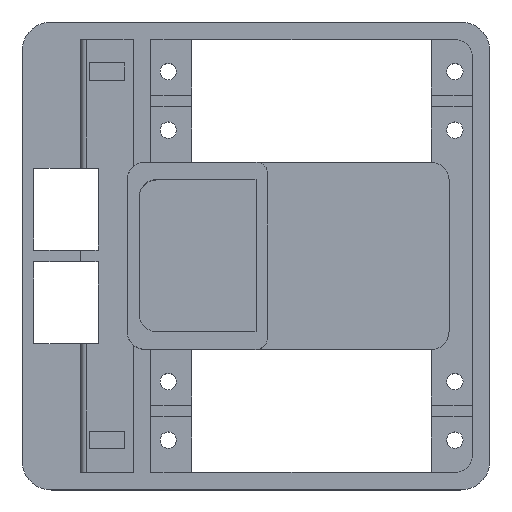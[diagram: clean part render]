
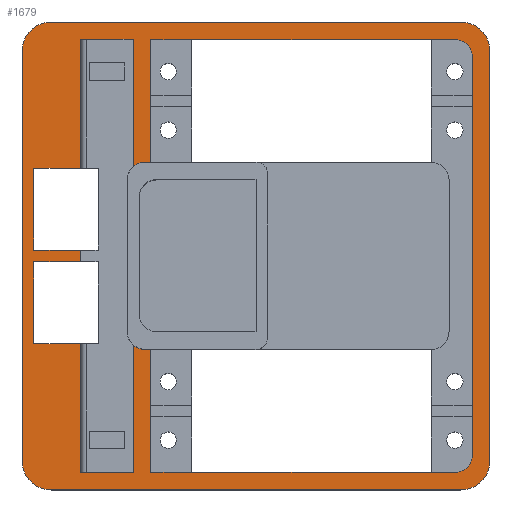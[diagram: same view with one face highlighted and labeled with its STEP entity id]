
A CAD part, top view. The second image highlights one B-rep face of the part: STEP entity #1679.
In plain terms, the highlighted planar face has unit normal (0, 0, 1).
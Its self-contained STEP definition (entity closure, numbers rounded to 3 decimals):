
#563=CARTESIAN_POINT('',(-1.0,52.0,68.0));
#564=VERTEX_POINT('',#563);
#571=CARTESIAN_POINT('',(-2.0,52.0,68.0));
#572=VERTEX_POINT('',#571);
#573=CARTESIAN_POINT('',(-2.0,52.0,68.0));
#574=DIRECTION('',(1.0,0.0,0.0));
#575=VECTOR('',#574,1.0);
#576=LINE('',#573,#575);
#577=EDGE_CURVE('',#572,#564,#576,.T.);
#740=CARTESIAN_POINT('',(-2.0,20.0,68.0));
#741=VERTEX_POINT('',#740);
#748=CARTESIAN_POINT('',(-1.0,20.0,68.0));
#749=VERTEX_POINT('',#748);
#750=CARTESIAN_POINT('',(-2.0,20.0,68.0));
#751=DIRECTION('',(1.0,0.0,0.0));
#752=VECTOR('',#751,1.0);
#753=LINE('',#750,#752);
#754=EDGE_CURVE('',#741,#749,#753,.T.);
#1108=CARTESIAN_POINT('',(-4.0,20.764,68.0));
#1109=VERTEX_POINT('',#1108);
#1116=CARTESIAN_POINT('',(-2.0,23.,68.0));
#1117=DIRECTION('',(0.0,0.0,1.0));
#1118=DIRECTION('',(0.0,-1.0,0.0));
#1119=AXIS2_PLACEMENT_3D('',#1116,#1117,#1118);
#1120=CIRCLE('',#1119,3.0);
#1121=EDGE_CURVE('',#1109,#741,#1120,.T.);
#1146=CARTESIAN_POINT('',(-4.0,51.236,68.0));
#1147=VERTEX_POINT('',#1146);
#1148=CARTESIAN_POINT('',(-2.0,49.0,68.0));
#1149=DIRECTION('',(0.0,0.0,-1.0));
#1150=DIRECTION('',(0.0,-1.0,0.0));
#1151=AXIS2_PLACEMENT_3D('',#1148,#1149,#1150);
#1152=CIRCLE('',#1151,3.0);
#1153=EDGE_CURVE('',#1147,#572,#1152,.T.);
#1397=CARTESIAN_POINT('',(-4.0,-1.0,68.0));
#1398=VERTEX_POINT('',#1397);
#1405=CARTESIAN_POINT('',(-4.0,-1.0,68.0));
#1406=DIRECTION('',(0.0,1.0,0.0));
#1407=VECTOR('',#1406,21.764);
#1408=LINE('',#1405,#1407);
#1409=EDGE_CURVE('',#1398,#1109,#1408,.T.);
#1415=CARTESIAN_POINT('',(-23.,-4.0,68.0));
#1416=DIRECTION('',(0.0,0.0,1.0));
#1417=DIRECTION('',(1.0,0.0,0.0));
#1418=AXIS2_PLACEMENT_3D('',#1415,#1416,#1417);
#1419=PLANE('',#1418);
#1420=CARTESIAN_POINT('',(-23.,1.0,68.0));
#1421=VERTEX_POINT('',#1420);
#1422=CARTESIAN_POINT('',(-23.,71.0,68.0));
#1423=VERTEX_POINT('',#1422);
#1424=CARTESIAN_POINT('',(-23.,1.0,68.0));
#1425=DIRECTION('',(0.0,1.0,0.0));
#1426=VECTOR('',#1425,70.);
#1427=LINE('',#1424,#1426);
#1428=EDGE_CURVE('',#1421,#1423,#1427,.T.);
#1429=ORIENTED_EDGE('',*,*,#1428,.F.);
#1430=CARTESIAN_POINT('',(-18.0,-4.0,68.0));
#1431=VERTEX_POINT('',#1430);
#1432=CARTESIAN_POINT('',(-18.0,1.0,68.0));
#1433=DIRECTION('',(0.0,0.0,1.0));
#1434=DIRECTION('',(0.0,-1.0,0.0));
#1435=AXIS2_PLACEMENT_3D('',#1432,#1433,#1434);
#1436=CIRCLE('',#1435,5.0);
#1437=EDGE_CURVE('',#1421,#1431,#1436,.T.);
#1438=ORIENTED_EDGE('',*,*,#1437,.T.);
#1439=CARTESIAN_POINT('',(52.0,-4.0,68.0));
#1440=VERTEX_POINT('',#1439);
#1441=CARTESIAN_POINT('',(-18.0,-4.0,68.0));
#1442=DIRECTION('',(1.0,0.0,0.0));
#1443=VECTOR('',#1442,70.0);
#1444=LINE('',#1441,#1443);
#1445=EDGE_CURVE('',#1431,#1440,#1444,.T.);
#1446=ORIENTED_EDGE('',*,*,#1445,.T.);
#1447=CARTESIAN_POINT('',(57.0,1.0,68.0));
#1448=VERTEX_POINT('',#1447);
#1449=CARTESIAN_POINT('',(52.0,1.0,68.0));
#1450=DIRECTION('',(0.0,0.0,1.0));
#1451=DIRECTION('',(0.0,-1.0,0.0));
#1452=AXIS2_PLACEMENT_3D('',#1449,#1450,#1451);
#1453=CIRCLE('',#1452,5.0);
#1454=EDGE_CURVE('',#1440,#1448,#1453,.T.);
#1455=ORIENTED_EDGE('',*,*,#1454,.T.);
#1456=CARTESIAN_POINT('',(57.0,71.0,68.0));
#1457=VERTEX_POINT('',#1456);
#1458=CARTESIAN_POINT('',(57.0,1.0,68.0));
#1459=DIRECTION('',(0.0,1.0,0.0));
#1460=VECTOR('',#1459,70.);
#1461=LINE('',#1458,#1460);
#1462=EDGE_CURVE('',#1448,#1457,#1461,.T.);
#1463=ORIENTED_EDGE('',*,*,#1462,.T.);
#1464=CARTESIAN_POINT('',(52.0,76.0,68.0));
#1465=VERTEX_POINT('',#1464);
#1466=CARTESIAN_POINT('',(52.0,71.0,68.0));
#1467=DIRECTION('',(0.0,0.0,-1.0));
#1468=DIRECTION('',(0.0,-1.0,0.0));
#1469=AXIS2_PLACEMENT_3D('',#1466,#1467,#1468);
#1470=CIRCLE('',#1469,5.0);
#1471=EDGE_CURVE('',#1465,#1457,#1470,.T.);
#1472=ORIENTED_EDGE('',*,*,#1471,.F.);
#1473=CARTESIAN_POINT('',(-18.0,76.0,68.0));
#1474=VERTEX_POINT('',#1473);
#1475=CARTESIAN_POINT('',(-18.0,76.0,68.0));
#1476=DIRECTION('',(1.0,0.0,0.0));
#1477=VECTOR('',#1476,70.0);
#1478=LINE('',#1475,#1477);
#1479=EDGE_CURVE('',#1474,#1465,#1478,.T.);
#1480=ORIENTED_EDGE('',*,*,#1479,.F.);
#1481=CARTESIAN_POINT('',(-18.0,71.0,68.0));
#1482=DIRECTION('',(0.0,0.0,-1.0));
#1483=DIRECTION('',(0.0,-1.0,0.0));
#1484=AXIS2_PLACEMENT_3D('',#1481,#1482,#1483);
#1485=CIRCLE('',#1484,5.0);
#1486=EDGE_CURVE('',#1423,#1474,#1485,.T.);
#1487=ORIENTED_EDGE('',*,*,#1486,.F.);
#1488=EDGE_LOOP('',(#1429,#1438,#1446,#1455,#1463,#1472,#1480,#1487));
#1489=FACE_OUTER_BOUND('',#1488,.T.);
#1490=ORIENTED_EDGE('',*,*,#577,.T.);
#1491=CARTESIAN_POINT('',(-1.0,73.0,68.0));
#1492=VERTEX_POINT('',#1491);
#1493=CARTESIAN_POINT('',(-1.0,52.0,68.0));
#1494=DIRECTION('',(0.0,1.0,0.0));
#1495=VECTOR('',#1494,21.0);
#1496=LINE('',#1493,#1495);
#1497=EDGE_CURVE('',#564,#1492,#1496,.T.);
#1498=ORIENTED_EDGE('',*,*,#1497,.T.);
#1499=CARTESIAN_POINT('',(6.,73.0,68.0));
#1500=VERTEX_POINT('',#1499);
#1501=CARTESIAN_POINT('',(6.,73.0,68.0));
#1502=DIRECTION('',(-1.0,0.0,0.0));
#1503=VECTOR('',#1502,7.);
#1504=LINE('',#1501,#1503);
#1505=EDGE_CURVE('',#1500,#1492,#1504,.T.);
#1506=ORIENTED_EDGE('',*,*,#1505,.F.);
#1507=CARTESIAN_POINT('',(47.0,73.0,68.0));
#1508=VERTEX_POINT('',#1507);
#1509=CARTESIAN_POINT('',(47.0,73.0,68.0));
#1510=DIRECTION('',(-1.0,0.0,0.0));
#1511=VECTOR('',#1510,41.0);
#1512=LINE('',#1509,#1511);
#1513=EDGE_CURVE('',#1508,#1500,#1512,.T.);
#1514=ORIENTED_EDGE('',*,*,#1513,.F.);
#1515=CARTESIAN_POINT('',(51.,73.0,68.0));
#1516=VERTEX_POINT('',#1515);
#1517=CARTESIAN_POINT('',(51.,73.0,68.0));
#1518=DIRECTION('',(-1.0,0.0,0.0));
#1519=VECTOR('',#1518,4.);
#1520=LINE('',#1517,#1519);
#1521=EDGE_CURVE('',#1516,#1508,#1520,.T.);
#1522=ORIENTED_EDGE('',*,*,#1521,.F.);
#1523=CARTESIAN_POINT('',(54.0,70.0,68.0));
#1524=VERTEX_POINT('',#1523);
#1525=CARTESIAN_POINT('',(51.,70.0,68.0));
#1526=DIRECTION('',(0.0,0.0,1.0));
#1527=DIRECTION('',(0.0,-1.0,0.0));
#1528=AXIS2_PLACEMENT_3D('',#1525,#1526,#1527);
#1529=CIRCLE('',#1528,3.0);
#1530=EDGE_CURVE('',#1524,#1516,#1529,.T.);
#1531=ORIENTED_EDGE('',*,*,#1530,.F.);
#1532=CARTESIAN_POINT('',(54.0,2.0,68.0));
#1533=VERTEX_POINT('',#1532);
#1534=CARTESIAN_POINT('',(54.0,2.0,68.0));
#1535=DIRECTION('',(0.0,1.0,0.0));
#1536=VECTOR('',#1535,68.0);
#1537=LINE('',#1534,#1536);
#1538=EDGE_CURVE('',#1533,#1524,#1537,.T.);
#1539=ORIENTED_EDGE('',*,*,#1538,.F.);
#1540=CARTESIAN_POINT('',(51.,-1.0,68.0));
#1541=VERTEX_POINT('',#1540);
#1542=CARTESIAN_POINT('',(51.,2.0,68.0));
#1543=DIRECTION('',(0.0,0.0,-1.0));
#1544=DIRECTION('',(0.0,-1.0,0.0));
#1545=AXIS2_PLACEMENT_3D('',#1542,#1543,#1544);
#1546=CIRCLE('',#1545,3.0);
#1547=EDGE_CURVE('',#1533,#1541,#1546,.T.);
#1548=ORIENTED_EDGE('',*,*,#1547,.T.);
#1549=CARTESIAN_POINT('',(47.0,-1.0,68.0));
#1550=VERTEX_POINT('',#1549);
#1551=CARTESIAN_POINT('',(51.,-1.0,68.0));
#1552=DIRECTION('',(-1.0,0.0,0.0));
#1553=VECTOR('',#1552,4.);
#1554=LINE('',#1551,#1553);
#1555=EDGE_CURVE('',#1541,#1550,#1554,.T.);
#1556=ORIENTED_EDGE('',*,*,#1555,.T.);
#1557=CARTESIAN_POINT('',(6.,-1.0,68.0));
#1558=VERTEX_POINT('',#1557);
#1559=CARTESIAN_POINT('',(47.0,-1.0,68.0));
#1560=DIRECTION('',(-1.0,0.0,0.0));
#1561=VECTOR('',#1560,41.0);
#1562=LINE('',#1559,#1561);
#1563=EDGE_CURVE('',#1550,#1558,#1562,.T.);
#1564=ORIENTED_EDGE('',*,*,#1563,.T.);
#1565=CARTESIAN_POINT('',(-1.0,-1.0,68.0));
#1566=VERTEX_POINT('',#1565);
#1567=CARTESIAN_POINT('',(6.,-1.0,68.0));
#1568=DIRECTION('',(-1.0,0.0,0.0));
#1569=VECTOR('',#1568,7.);
#1570=LINE('',#1567,#1569);
#1571=EDGE_CURVE('',#1558,#1566,#1570,.T.);
#1572=ORIENTED_EDGE('',*,*,#1571,.T.);
#1573=CARTESIAN_POINT('',(-1.0,-1.0,68.0));
#1574=DIRECTION('',(0.0,1.0,0.0));
#1575=VECTOR('',#1574,21.0);
#1576=LINE('',#1573,#1575);
#1577=EDGE_CURVE('',#1566,#749,#1576,.T.);
#1578=ORIENTED_EDGE('',*,*,#1577,.T.);
#1579=ORIENTED_EDGE('',*,*,#754,.F.);
#1580=ORIENTED_EDGE('',*,*,#1121,.F.);
#1581=ORIENTED_EDGE('',*,*,#1409,.F.);
#1582=CARTESIAN_POINT('',(-13.0,-1.0,68.0));
#1583=VERTEX_POINT('',#1582);
#1584=CARTESIAN_POINT('',(-4.0,-1.0,68.0));
#1585=DIRECTION('',(-1.0,0.0,0.0));
#1586=VECTOR('',#1585,9.0);
#1587=LINE('',#1584,#1586);
#1588=EDGE_CURVE('',#1398,#1583,#1587,.T.);
#1589=ORIENTED_EDGE('',*,*,#1588,.T.);
#1590=CARTESIAN_POINT('',(-13.0,21.0,68.0));
#1591=VERTEX_POINT('',#1590);
#1592=CARTESIAN_POINT('',(-13.0,-1.0,68.0));
#1593=DIRECTION('',(0.0,1.0,0.0));
#1594=VECTOR('',#1593,22.0);
#1595=LINE('',#1592,#1594);
#1596=EDGE_CURVE('',#1583,#1591,#1595,.T.);
#1597=ORIENTED_EDGE('',*,*,#1596,.T.);
#1598=CARTESIAN_POINT('',(-21.0,21.0,68.0));
#1599=VERTEX_POINT('',#1598);
#1600=CARTESIAN_POINT('',(-13.0,21.0,68.0));
#1601=DIRECTION('',(-1.0,0.0,0.0));
#1602=VECTOR('',#1601,8.0);
#1603=LINE('',#1600,#1602);
#1604=EDGE_CURVE('',#1591,#1599,#1603,.T.);
#1605=ORIENTED_EDGE('',*,*,#1604,.T.);
#1606=CARTESIAN_POINT('',(-21.0,35.0,68.0));
#1607=VERTEX_POINT('',#1606);
#1608=CARTESIAN_POINT('',(-21.0,21.0,68.0));
#1609=DIRECTION('',(0.0,1.0,0.0));
#1610=VECTOR('',#1609,14.0);
#1611=LINE('',#1608,#1610);
#1612=EDGE_CURVE('',#1599,#1607,#1611,.T.);
#1613=ORIENTED_EDGE('',*,*,#1612,.T.);
#1614=CARTESIAN_POINT('',(-13.0,35.0,68.0));
#1615=VERTEX_POINT('',#1614);
#1616=CARTESIAN_POINT('',(-13.0,35.0,68.0));
#1617=DIRECTION('',(-1.0,0.0,0.0));
#1618=VECTOR('',#1617,8.0);
#1619=LINE('',#1616,#1618);
#1620=EDGE_CURVE('',#1615,#1607,#1619,.T.);
#1621=ORIENTED_EDGE('',*,*,#1620,.F.);
#1622=CARTESIAN_POINT('',(-13.0,37.0,68.0));
#1623=VERTEX_POINT('',#1622);
#1624=CARTESIAN_POINT('',(-13.0,35.0,68.0));
#1625=DIRECTION('',(0.0,1.0,0.0));
#1626=VECTOR('',#1625,2.0);
#1627=LINE('',#1624,#1626);
#1628=EDGE_CURVE('',#1615,#1623,#1627,.T.);
#1629=ORIENTED_EDGE('',*,*,#1628,.T.);
#1630=CARTESIAN_POINT('',(-21.0,37.0,68.0));
#1631=VERTEX_POINT('',#1630);
#1632=CARTESIAN_POINT('',(-13.0,37.0,68.0));
#1633=DIRECTION('',(-1.0,0.0,0.0));
#1634=VECTOR('',#1633,8.0);
#1635=LINE('',#1632,#1634);
#1636=EDGE_CURVE('',#1623,#1631,#1635,.T.);
#1637=ORIENTED_EDGE('',*,*,#1636,.T.);
#1638=CARTESIAN_POINT('',(-21.0,51.,68.0));
#1639=VERTEX_POINT('',#1638);
#1640=CARTESIAN_POINT('',(-21.0,37.0,68.0));
#1641=DIRECTION('',(0.0,1.0,0.0));
#1642=VECTOR('',#1641,14.0);
#1643=LINE('',#1640,#1642);
#1644=EDGE_CURVE('',#1631,#1639,#1643,.T.);
#1645=ORIENTED_EDGE('',*,*,#1644,.T.);
#1646=CARTESIAN_POINT('',(-13.0,51.,68.0));
#1647=VERTEX_POINT('',#1646);
#1648=CARTESIAN_POINT('',(-13.0,51.,68.0));
#1649=DIRECTION('',(-1.0,0.0,0.0));
#1650=VECTOR('',#1649,8.0);
#1651=LINE('',#1648,#1650);
#1652=EDGE_CURVE('',#1647,#1639,#1651,.T.);
#1653=ORIENTED_EDGE('',*,*,#1652,.F.);
#1654=CARTESIAN_POINT('',(-13.0,73.0,68.0));
#1655=VERTEX_POINT('',#1654);
#1656=CARTESIAN_POINT('',(-13.0,51.,68.0));
#1657=DIRECTION('',(0.0,1.0,0.0));
#1658=VECTOR('',#1657,22.);
#1659=LINE('',#1656,#1658);
#1660=EDGE_CURVE('',#1647,#1655,#1659,.T.);
#1661=ORIENTED_EDGE('',*,*,#1660,.T.);
#1662=CARTESIAN_POINT('',(-4.0,73.0,68.0));
#1663=VERTEX_POINT('',#1662);
#1664=CARTESIAN_POINT('',(-4.0,73.0,68.0));
#1665=DIRECTION('',(-1.0,0.0,0.0));
#1666=VECTOR('',#1665,9.0);
#1667=LINE('',#1664,#1666);
#1668=EDGE_CURVE('',#1663,#1655,#1667,.T.);
#1669=ORIENTED_EDGE('',*,*,#1668,.F.);
#1670=CARTESIAN_POINT('',(-4.0,51.236,68.0));
#1671=DIRECTION('',(0.0,1.0,0.0));
#1672=VECTOR('',#1671,21.764);
#1673=LINE('',#1670,#1672);
#1674=EDGE_CURVE('',#1147,#1663,#1673,.T.);
#1675=ORIENTED_EDGE('',*,*,#1674,.F.);
#1676=ORIENTED_EDGE('',*,*,#1153,.T.);
#1677=EDGE_LOOP('',(#1490,#1498,#1506,#1514,#1522,#1531,#1539,#1548,#1556,#1564,#1572,#1578,#1579,#1580,#1581,#1589,#1597,#1605,#1613,#1621,#1629,#1637,#1645,#1653,#1661,#1669,#1675,#1676));
#1678=FACE_BOUND('',#1677,.T.);
#1679=ADVANCED_FACE('',(#1489,#1678),#1419,.T.);
